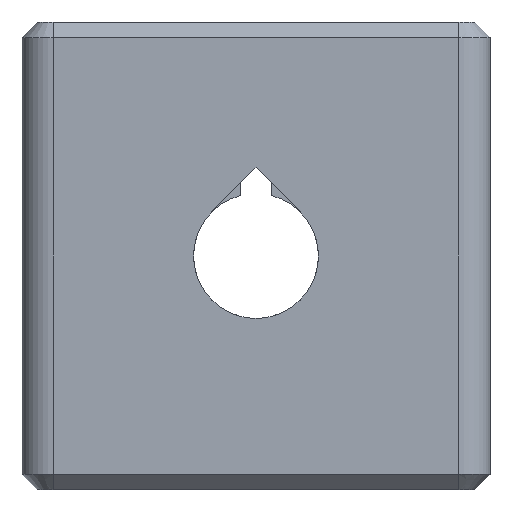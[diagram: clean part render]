
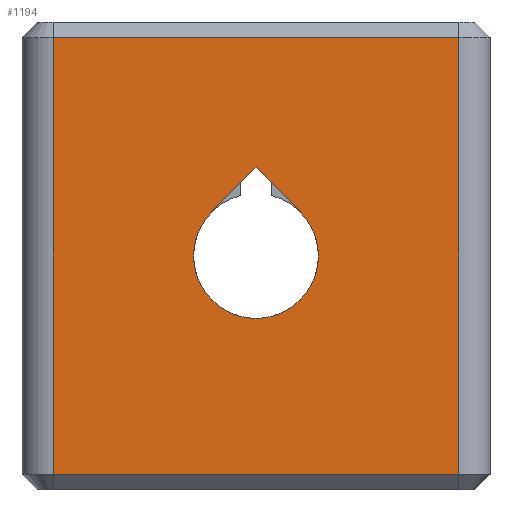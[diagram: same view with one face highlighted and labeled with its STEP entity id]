
A CAD part, front view. The second image highlights one B-rep face of the part: STEP entity #1194.
In plain terms, the highlighted planar face has unit normal (0, -1, 0).
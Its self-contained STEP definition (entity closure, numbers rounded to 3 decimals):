
#19=FACE_BOUND('',#208,.T.);
#79=CIRCLE('',#1311,4.);
#134=FACE_OUTER_BOUND('',#207,.T.);
#207=EDGE_LOOP('',(#910,#911,#912,#913));
#208=EDGE_LOOP('',(#914,#915,#916));
#297=LINE('',#1850,#419);
#314=LINE('',#1918,#436);
#315=LINE('',#1922,#437);
#316=LINE('',#1923,#438);
#317=LINE('',#1928,#439);
#318=LINE('',#1929,#440);
#419=VECTOR('',#1472,10.);
#436=VECTOR('',#1543,10.);
#437=VECTOR('',#1548,10.);
#438=VECTOR('',#1549,10.);
#439=VECTOR('',#1552,10.);
#440=VECTOR('',#1553,10.);
#541=VERTEX_POINT('',#1843);
#544=VERTEX_POINT('',#1848);
#568=VERTEX_POINT('',#1917);
#569=VERTEX_POINT('',#1921);
#570=VERTEX_POINT('',#1924);
#571=VERTEX_POINT('',#1925);
#572=VERTEX_POINT('',#1927);
#664=EDGE_CURVE('',#544,#541,#297,.T.);
#698=EDGE_CURVE('',#541,#568,#314,.T.);
#700=EDGE_CURVE('',#569,#544,#315,.T.);
#701=EDGE_CURVE('',#568,#569,#316,.T.);
#702=EDGE_CURVE('',#570,#571,#79,.T.);
#703=EDGE_CURVE('',#571,#572,#317,.T.);
#704=EDGE_CURVE('',#572,#570,#318,.T.);
#910=ORIENTED_EDGE('',*,*,#664,.F.);
#911=ORIENTED_EDGE('',*,*,#700,.F.);
#912=ORIENTED_EDGE('',*,*,#701,.F.);
#913=ORIENTED_EDGE('',*,*,#698,.F.);
#914=ORIENTED_EDGE('',*,*,#702,.T.);
#915=ORIENTED_EDGE('',*,*,#703,.T.);
#916=ORIENTED_EDGE('',*,*,#704,.T.);
#1145=PLANE('',#1310);
#1194=ADVANCED_FACE('',(#134,#19),#1145,.F.);
#1310=AXIS2_PLACEMENT_3D('',#1920,#1546,#1547);
#1311=AXIS2_PLACEMENT_3D('',#1926,#1550,#1551);
#1472=DIRECTION('',(-1.,0.,0.));
#1543=DIRECTION('',(0.,0.,1.));
#1546=DIRECTION('center_axis',(0.,1.,0.));
#1547=DIRECTION('ref_axis',(0.,0.,-1.));
#1548=DIRECTION('',(0.,0.,-1.));
#1549=DIRECTION('',(1.,0.,0.));
#1550=DIRECTION('center_axis',(0.,1.,0.));
#1551=DIRECTION('ref_axis',(1.,0.,0.));
#1552=DIRECTION('',(0.707,0.,0.707));
#1553=DIRECTION('',(0.707,0.,-0.707));
#1843=CARTESIAN_POINT('',(2.,0.,1.));
#1848=CARTESIAN_POINT('',(28.,0.,1.));
#1850=CARTESIAN_POINT('',(15.,0.,1.));
#1917=CARTESIAN_POINT('',(2.,0.,29.));
#1918=CARTESIAN_POINT('',(2.,0.,15.));
#1920=CARTESIAN_POINT('Origin',(15.,0.,15.));
#1921=CARTESIAN_POINT('',(28.,0.,29.));
#1922=CARTESIAN_POINT('',(28.,0.,15.));
#1923=CARTESIAN_POINT('',(15.,0.,29.));
#1924=CARTESIAN_POINT('',(17.828,0.,17.828));
#1925=CARTESIAN_POINT('',(12.172,0.,17.828));
#1926=CARTESIAN_POINT('Origin',(15.,0.,15.));
#1927=CARTESIAN_POINT('',(15.,0.,20.657));
#1928=CARTESIAN_POINT('',(12.172,0.,17.828));
#1929=CARTESIAN_POINT('',(16.414,0.,19.243));
